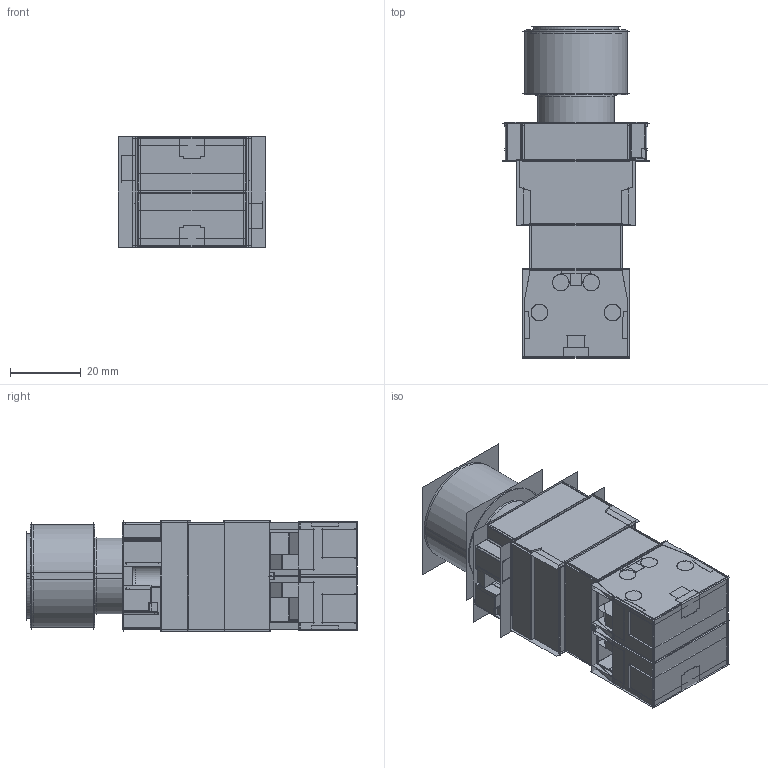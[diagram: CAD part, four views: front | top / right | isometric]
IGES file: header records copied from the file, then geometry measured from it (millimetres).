
Start section:  PTC IGES file: cdla6h-bw3_asm.igs
Global section: file name: cdla6h-bw3_asm.igs; native system: Creo Parametric by Parametric Technology Corporation; preprocessor: 2015440; author: sipei.wu; organization: Unknown; date: 20230822.164335; units: millimetre
Bounding box: 41.6 x 93.55 x 31.2 mm (x, y, z)
Surface area: 50382.8 mm2 (no closed solid volume)
Topology: 0 solids, 0 shells, 624 faces, 9324 edges, 12120 vertices
Faces by surface type: bspline 468, revolution 156
